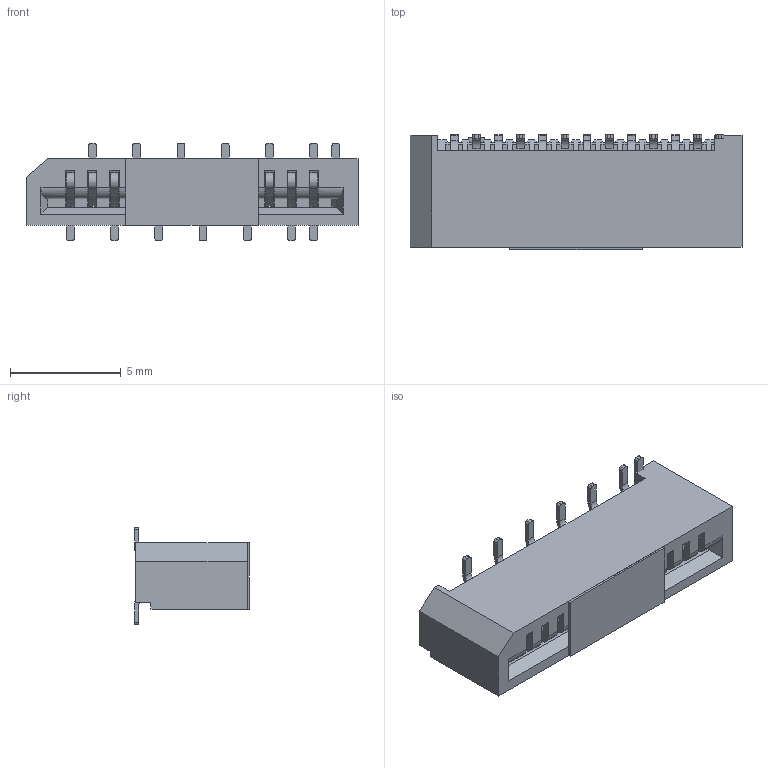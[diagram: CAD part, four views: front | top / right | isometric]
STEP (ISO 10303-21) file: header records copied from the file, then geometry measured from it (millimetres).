
FILE_DESCRIPTION(/* description */ ('Unknown'),/* implementation_level */ '2;1');
FILE_NAME(/* name */ '686112188822',/* time_stamp */ '2021-10-01T14:00:34+02:00',/* author */ ('Unknown'),/* organization */ ('Unknown'),/* preprocessor_version */ 'ST-DEVELOPER v16.7',/* originating_system */ 'Solid Edge',/* authorisation */ 'Unknown');
FILE_SCHEMA (('AUTOMOTIVE_DESIGN {1 0 10303 214 3 1 1}'));
Length unit declared in the file: millimetre
Products named in the file (5): 6861xx188822; 686112188822; 6861xx188822_Pin1; 6861xx188822_Pin2; 6861xx188822_Mylar2
Assembly tree (16 placements, depth 2):
  6861xx188822
    686112188822
    6861xx188822_Pin1  x7
    6861xx188822_Pin2  x7
    6861xx188822_Mylar2
Bounding box: 15 x 5.2 x 4.4 mm (x, y, z)
Volume: 168.4 mm3; surface area: 699.4 mm2
Topology: 16 solids, 16 shells, 1028 faces, 3025 edges, 2006 vertices
Faces by surface type: plane 763, cylinder 265
Entity records: 13194 total; most frequent: CARTESIAN_POINT 2356, ORIENTED_EDGE 2354, DIRECTION 2073, EDGE_CURVE 1177, LINE 1075, VECTOR 1075, VERTEX_POINT 782, AXIS2_PLACEMENT_3D 499
